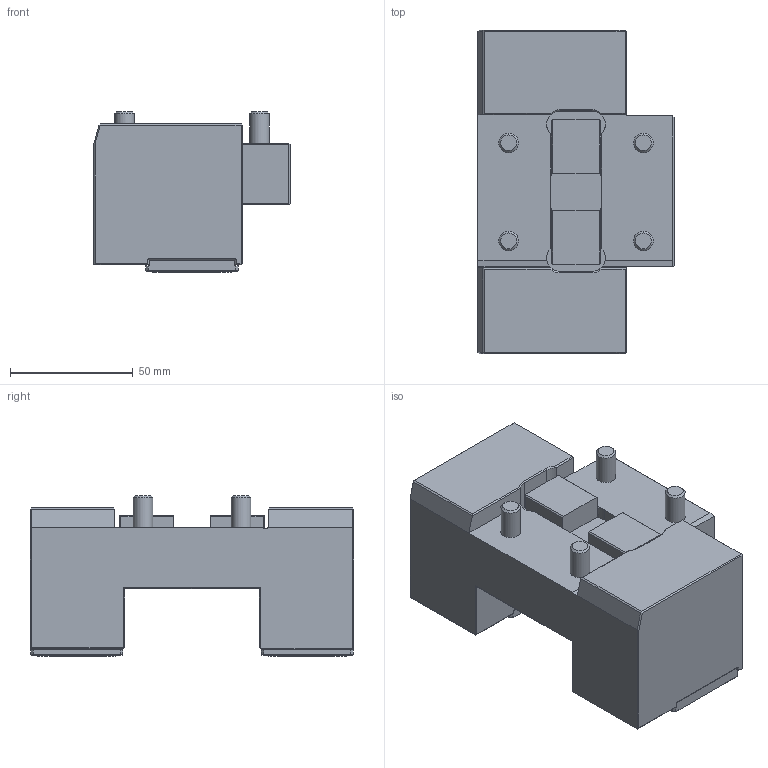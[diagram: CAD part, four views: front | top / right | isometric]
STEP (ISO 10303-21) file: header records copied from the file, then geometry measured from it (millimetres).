
FILE_DESCRIPTION(/* description */ (''),/* implementation_level */ '2;1');
FILE_NAME(/* name */ '1619082955229.stp',/* time_stamp */ '2021-04-22T11:16:03+02:00',/* author */ (''),/* organization */ ('SMS'),/* preprocessor_version */ 'ST-DEVELOPER v16.7',/* originating_system */ 'SIEMENS PLM Software NX 12.0',/* authorisation */ '');
FILE_SCHEMA (('AUTOMOTIVE_DESIGN { 1 0 10303 214 3 1 1 1 }'));
Length unit declared in the file: millimetre
Products named in the file (1): 203502535mod000_00
Bounding box: 80 x 132 x 65.5 mm (x, y, z)
Volume: 374207.5 mm3; surface area: 49594.5 mm2
Topology: 1 solids, 1 shells, 258 faces, 665 edges, 413 vertices
Faces by surface type: plane 212, cylinder 26, cone 16, bspline 2, torus 2
Full cylindrical faces by diameter (mm): 2 x2, 8 x4, 32 x2
Entity records: 8033 total; most frequent: CARTESIAN_POINT 1822, ORIENTED_EDGE 1280, DIRECTION 1224, EDGE_CURVE 640, LINE 506, VECTOR 506, VERTEX_POINT 400, AXIS2_PLACEMENT_3D 359
